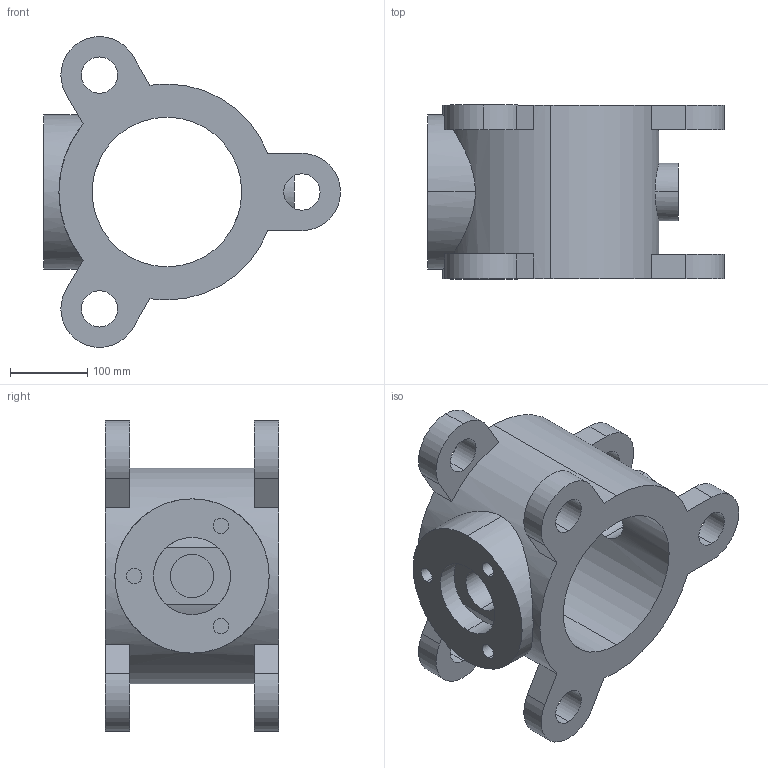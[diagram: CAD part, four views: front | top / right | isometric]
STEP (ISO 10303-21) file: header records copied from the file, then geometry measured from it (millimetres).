
FILE_DESCRIPTION (( 'STEP AP214' ), '1' );
FILE_NAME ('Body.STEP', '2025-03-07T15:51:15', ( '' ), ( '' ), 'SwSTEP 2.0', 'SolidWorks 2023', '' );
FILE_SCHEMA (( 'AUTOMOTIVE_DESIGN' ));
Length unit declared in the file: millimetre
Products named in the file (1): Body
Bounding box: 385 x 225 x 403.11 mm (x, y, z)
Volume: 8957700.3 mm3; surface area: 578952.8 mm2
Topology: 1 solids, 1 shells, 69 faces, 180 edges, 120 vertices
Faces by surface type: cylinder 42, plane 27
Entity records: 2801 total; most frequent: CARTESIAN_POINT 982, DIRECTION 392, ORIENTED_EDGE 360, EDGE_CURVE 180, AXIS2_PLACEMENT_3D 154, VERTEX_POINT 120, EDGE_LOOP 92, VECTOR 84
